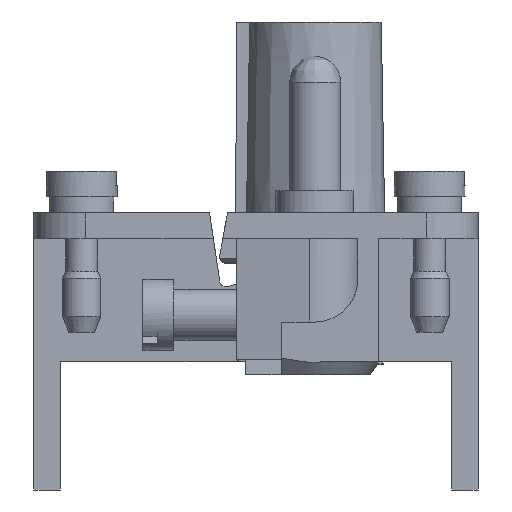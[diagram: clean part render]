
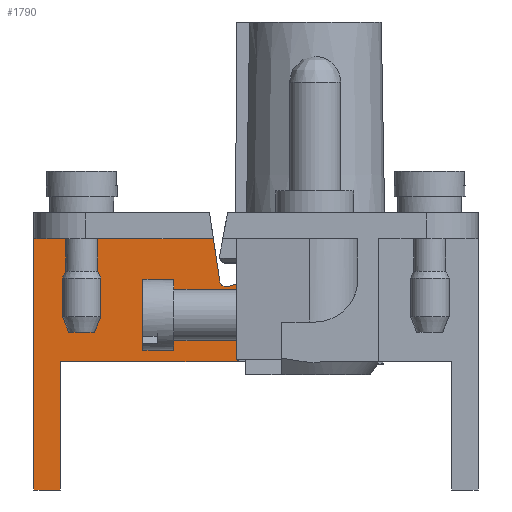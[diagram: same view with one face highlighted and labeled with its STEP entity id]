
A CAD part, left-side view. The second image highlights one B-rep face of the part: STEP entity #1790.
In plain terms, the highlighted planar face has unit normal (-1, 0, 0).
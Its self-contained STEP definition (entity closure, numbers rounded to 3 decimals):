
#1320=FACE_OUTER_BOUND('',#3037,.T.);
#1790=ADVANCED_FACE('',(#1320),#2341,.T.);
#2341=PLANE('',#12196);
#3037=EDGE_LOOP('',(#3965,#3966,#3967,#3968,#3969,#3970,#3971,#3972,#3973,
#3974,#3975,#3976,#3977,#3978,#3979,#3980,#3981));
#3965=ORIENTED_EDGE('',*,*,#7717,.T.);
#3966=ORIENTED_EDGE('',*,*,#7718,.F.);
#3967=ORIENTED_EDGE('',*,*,#7719,.F.);
#3968=ORIENTED_EDGE('',*,*,#7720,.F.);
#3969=ORIENTED_EDGE('',*,*,#7447,.F.);
#3970=ORIENTED_EDGE('',*,*,#7583,.F.);
#3971=ORIENTED_EDGE('',*,*,#7703,.F.);
#3972=ORIENTED_EDGE('',*,*,#7678,.T.);
#3973=ORIENTED_EDGE('',*,*,#7721,.F.);
#3974=ORIENTED_EDGE('',*,*,#7722,.F.);
#3975=ORIENTED_EDGE('',*,*,#7723,.F.);
#3976=ORIENTED_EDGE('',*,*,#7724,.F.);
#3977=ORIENTED_EDGE('',*,*,#7725,.T.);
#3978=ORIENTED_EDGE('',*,*,#7726,.T.);
#3979=ORIENTED_EDGE('',*,*,#7727,.T.);
#3980=ORIENTED_EDGE('',*,*,#7728,.T.);
#3981=ORIENTED_EDGE('',*,*,#7729,.T.);
#6476=VERTEX_POINT('',#15929);
#6481=VERTEX_POINT('',#15938);
#6616=VERTEX_POINT('',#16438);
#6708=VERTEX_POINT('',#16745);
#6709=VERTEX_POINT('',#16747);
#6734=VERTEX_POINT('',#16819);
#6735=VERTEX_POINT('',#16820);
#6736=VERTEX_POINT('',#16822);
#6737=VERTEX_POINT('',#16824);
#6738=VERTEX_POINT('',#16827);
#6739=VERTEX_POINT('',#16829);
#6740=VERTEX_POINT('',#16831);
#6741=VERTEX_POINT('',#16833);
#6742=VERTEX_POINT('',#16835);
#6743=VERTEX_POINT('',#16837);
#6744=VERTEX_POINT('',#16839);
#6745=VERTEX_POINT('',#16841);
#7447=EDGE_CURVE('',#6481,#6476,#9652,.T.);
#7583=EDGE_CURVE('',#6616,#6481,#9708,.T.);
#7678=EDGE_CURVE('',#6709,#6708,#9790,.T.);
#7703=EDGE_CURVE('',#6709,#6616,#9815,.T.);
#7717=EDGE_CURVE('',#6734,#6735,#9825,.T.);
#7718=EDGE_CURVE('',#6736,#6735,#9826,.T.);
#7719=EDGE_CURVE('',#6737,#6736,#9140,.T.);
#7720=EDGE_CURVE('',#6476,#6737,#9827,.T.);
#7721=EDGE_CURVE('',#6738,#6708,#9828,.T.);
#7722=EDGE_CURVE('',#6739,#6738,#9829,.T.);
#7723=EDGE_CURVE('',#6740,#6739,#9141,.T.);
#7724=EDGE_CURVE('',#6741,#6740,#9830,.T.);
#7725=EDGE_CURVE('',#6741,#6742,#9142,.T.);
#7726=EDGE_CURVE('',#6742,#6743,#9831,.T.);
#7727=EDGE_CURVE('',#6743,#6744,#9832,.T.);
#7728=EDGE_CURVE('',#6744,#6745,#9143,.T.);
#7729=EDGE_CURVE('',#6745,#6734,#9833,.T.);
#9140=CIRCLE('',#12192,0.55);
#9141=CIRCLE('',#12193,0.95);
#9142=CIRCLE('',#12194,1.05);
#9143=CIRCLE('',#12195,1.44);
#9652=LINE('',#15939,#10725);
#9708=LINE('',#16439,#10781);
#9790=LINE('',#16746,#10863);
#9815=LINE('',#16790,#10888);
#9825=LINE('',#16818,#10898);
#9826=LINE('',#16821,#10899);
#9827=LINE('',#16825,#10900);
#9828=LINE('',#16826,#10901);
#9829=LINE('',#16828,#10902);
#9830=LINE('',#16832,#10903);
#9831=LINE('',#16836,#10904);
#9832=LINE('',#16838,#10905);
#9833=LINE('',#16842,#10906);
#10725=VECTOR('',#12962,1.);
#10781=VECTOR('',#13048,1.);
#10863=VECTOR('',#13136,1.);
#10888=VECTOR('',#13173,1.);
#10898=VECTOR('',#13195,1.);
#10899=VECTOR('',#13196,1.);
#10900=VECTOR('',#13199,1.);
#10901=VECTOR('',#13200,1.);
#10902=VECTOR('',#13201,1.);
#10903=VECTOR('',#13204,1.);
#10904=VECTOR('',#13207,1.);
#10905=VECTOR('',#13208,1.);
#10906=VECTOR('',#13211,1.);
#12192=AXIS2_PLACEMENT_3D('',#16823,#13197,#13198);
#12193=AXIS2_PLACEMENT_3D('',#16830,#13202,#13203);
#12194=AXIS2_PLACEMENT_3D('',#16834,#13205,#13206);
#12195=AXIS2_PLACEMENT_3D('',#16840,#13209,#13210);
#12196=AXIS2_PLACEMENT_3D('',#16843,#13212,#13213);
#12962=DIRECTION('',(0.,-1.,0.));
#13048=DIRECTION('',(0.,0.,1.));
#13136=DIRECTION('',(0.,0.,1.));
#13173=DIRECTION('',(0.,1.,0.));
#13195=DIRECTION('',(0.,0.515,-0.857));
#13196=DIRECTION('',(0.,-0.951,0.309));
#13197=DIRECTION('',(-1.,0.,0.));
#13198=DIRECTION('',(0.,1.,0.));
#13199=DIRECTION('',(0.,-0.148,-0.989));
#13200=DIRECTION('',(0.,1.,0.));
#13201=DIRECTION('',(0.,0.,-1.));
#13202=DIRECTION('',(-1.,0.,0.));
#13203=DIRECTION('',(0.,1.,0.));
#13204=DIRECTION('',(0.,1.,0.));
#13205=DIRECTION('',(-1.,0.,0.));
#13206=DIRECTION('',(0.,0.,-1.));
#13207=DIRECTION('',(0.,0.,1.));
#13208=DIRECTION('',(0.,-0.545,0.839));
#13209=DIRECTION('',(-1.,0.,0.));
#13210=DIRECTION('',(0.,0.,-1.));
#13211=DIRECTION('',(0.,0.,-1.));
#13212=DIRECTION('',(-1.,0.,0.));
#13213=DIRECTION('',(0.,0.,1.));
#15929=CARTESIAN_POINT('',(-46.6,3.309,0.));
#15938=CARTESIAN_POINT('',(-46.6,17.225,0.));
#15939=CARTESIAN_POINT('',(-46.6,3.309,0.));
#16438=CARTESIAN_POINT('',(-46.6,17.225,-19.5));
#16439=CARTESIAN_POINT('',(-46.6,17.225,-19.5));
#16745=CARTESIAN_POINT('',(-46.6,15.175,-9.57));
#16746=CARTESIAN_POINT('',(-46.6,15.175,-19.5));
#16747=CARTESIAN_POINT('',(-46.6,15.175,-19.5));
#16790=CARTESIAN_POINT('',(-46.6,15.175,-19.5));
#16818=CARTESIAN_POINT('',(-46.6,-16.103,21.937));
#16819=CARTESIAN_POINT('',(-46.6,-1.825,-1.825));
#16820=CARTESIAN_POINT('',(-46.6,-1.361,-2.597));
#16821=CARTESIAN_POINT('',(-46.6,2.105,-3.723));
#16822=CARTESIAN_POINT('',(-46.6,2.105,-3.723));
#16823=CARTESIAN_POINT('',(-46.6,2.275,-3.2));
#16824=CARTESIAN_POINT('',(-46.6,2.819,-3.281));
#16825=CARTESIAN_POINT('',(-46.6,3.608,2.));
#16826=CARTESIAN_POINT('',(-46.6,1.375,-9.57));
#16827=CARTESIAN_POINT('',(-46.6,1.375,-9.57));
#16828=CARTESIAN_POINT('',(-46.6,1.375,-6.95));
#16829=CARTESIAN_POINT('',(-46.6,1.375,-6.95));
#16830=CARTESIAN_POINT('',(-46.6,0.425,-6.95));
#16831=CARTESIAN_POINT('',(-46.6,0.425,-6.));
#16832=CARTESIAN_POINT('',(-46.6,-1.805,-6.));
#16833=CARTESIAN_POINT('',(-46.6,-1.805,-6.));
#16834=CARTESIAN_POINT('',(-46.6,-1.805,-4.95));
#16835=CARTESIAN_POINT('',(-46.6,-2.855,-4.95));
#16836=CARTESIAN_POINT('',(-46.6,-2.855,28.9));
#16837=CARTESIAN_POINT('',(-46.6,-2.855,-3.595));
#16838=CARTESIAN_POINT('',(-46.6,-18.19,20.019));
#16839=CARTESIAN_POINT('',(-46.6,-3.255,-2.979));
#16840=CARTESIAN_POINT('',(-46.6,-3.075,-1.55));
#16841=CARTESIAN_POINT('',(-46.6,-1.825,-0.835));
#16842=CARTESIAN_POINT('',(-46.6,-1.825,28.9));
#16843=CARTESIAN_POINT('',(-46.6,15.175,-19.5));
